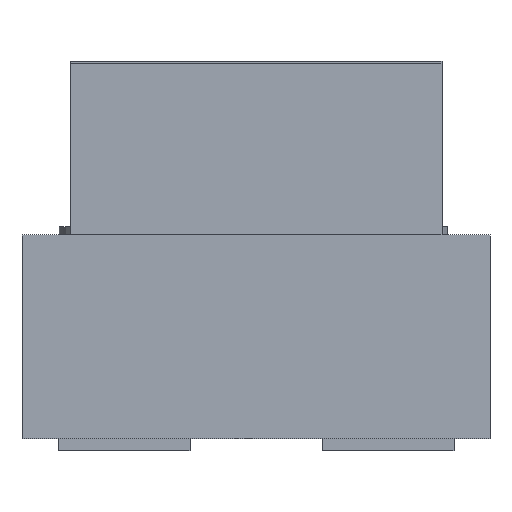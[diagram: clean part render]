
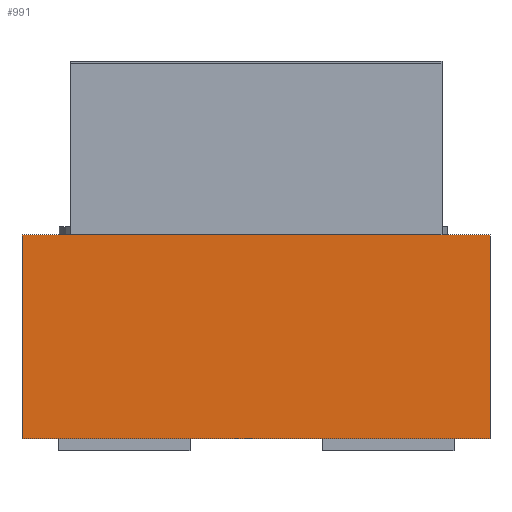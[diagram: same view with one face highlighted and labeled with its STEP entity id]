
A CAD part, front view. The second image highlights one B-rep face of the part: STEP entity #991.
In plain terms, the highlighted planar face has unit normal (0, -1, 0).
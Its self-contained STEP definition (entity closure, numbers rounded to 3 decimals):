
#59=FACE_OUTER_BOUND($,#123,.T.);
#123=EDGE_LOOP($,(#737,#738,#739,#740));
#213=LINE($,#1504,#341);
#214=LINE($,#1506,#342);
#215=LINE($,#1508,#343);
#216=LINE($,#1509,#344);
#341=VECTOR($,#1225,1.95);
#342=VECTOR($,#1226,0.85);
#343=VECTOR($,#1227,1.95);
#344=VECTOR($,#1228,0.85);
#453=VERTEX_POINT($,#1502);
#454=VERTEX_POINT($,#1503);
#455=VERTEX_POINT($,#1505);
#456=VERTEX_POINT($,#1507);
#557=EDGE_CURVE($,#453,#454,#213,.T.);
#558=EDGE_CURVE($,#453,#455,#214,.T.);
#559=EDGE_CURVE($,#456,#455,#215,.T.);
#560=EDGE_CURVE($,#454,#456,#216,.T.);
#737=ORIENTED_EDGE($,*,*,#557,.F.);
#738=ORIENTED_EDGE($,*,*,#558,.T.);
#739=ORIENTED_EDGE($,*,*,#559,.F.);
#740=ORIENTED_EDGE($,*,*,#560,.F.);
#929=PLANE($,#1081);
#991=ADVANCED_FACE($,(#59),#929,.T.);
#1081=AXIS2_PLACEMENT_3D($,#1501,#1223,#1224);
#1223=DIRECTION('center_axis',(0.,-1.,0.));
#1224=DIRECTION('ref_axis',(-1.,0.,0.));
#1225=DIRECTION($,(1.,0.,0.));
#1226=DIRECTION($,(0.,0.,-1.));
#1227=DIRECTION($,(-1.,0.,0.));
#1228=DIRECTION($,(0.,0.,-1.));
#1501=CARTESIAN_POINT('Origin',(0.975,-1.225,0.9));
#1502=CARTESIAN_POINT('',(-0.975,-1.225,0.9));
#1503=CARTESIAN_POINT('',(0.975,-1.225,0.9));
#1504=CARTESIAN_POINT($,(-0.975,-1.225,0.9));
#1505=CARTESIAN_POINT('',(-0.975,-1.225,0.05));
#1506=CARTESIAN_POINT($,(-0.975,-1.225,0.9));
#1507=CARTESIAN_POINT('',(0.975,-1.225,0.05));
#1508=CARTESIAN_POINT($,(-0.975,-1.225,0.05));
#1509=CARTESIAN_POINT($,(0.975,-1.225,0.9));
